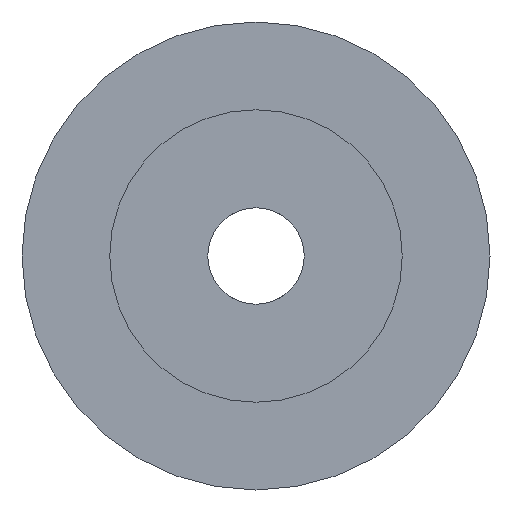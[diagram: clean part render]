
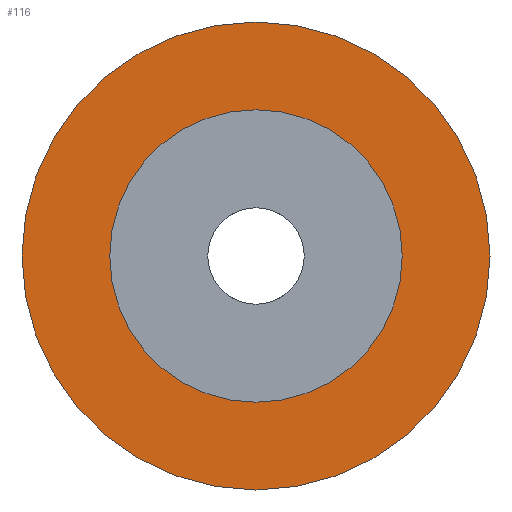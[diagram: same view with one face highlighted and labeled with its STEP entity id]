
A CAD part, front view. The second image highlights one B-rep face of the part: STEP entity #116.
In plain terms, the highlighted planar face has unit normal (0, -1, 0).
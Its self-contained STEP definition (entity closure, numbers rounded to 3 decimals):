
#15=FACE_BOUND('',#34,.T.);
#17=PLANE('',#140);
#26=FACE_OUTER_BOUND('',#33,.T.);
#33=EDGE_LOOP('',(#96));
#34=EDGE_LOOP('',(#97));
#50=CIRCLE('',#139,8.);
#51=CIRCLE('',#141,5.);
#60=VERTEX_POINT('',#382);
#61=VERTEX_POINT('',#386);
#72=EDGE_CURVE('',#60,#60,#50,.T.);
#74=EDGE_CURVE('',#61,#61,#51,.T.);
#96=ORIENTED_EDGE('',*,*,#72,.T.);
#97=ORIENTED_EDGE('',*,*,#74,.F.);
#116=ADVANCED_FACE('',(#26,#15),#17,.T.);
#139=AXIS2_PLACEMENT_3D('',#383,#160,#161);
#140=AXIS2_PLACEMENT_3D('',#385,#163,#164);
#141=AXIS2_PLACEMENT_3D('',#387,#165,#166);
#160=DIRECTION('center_axis',(0.,-1.,0.));
#161=DIRECTION('ref_axis',(1.,0.,0.));
#163=DIRECTION('center_axis',(0.,-1.,0.));
#164=DIRECTION('ref_axis',(0.,0.,-1.));
#165=DIRECTION('center_axis',(0.,-1.,0.));
#166=DIRECTION('ref_axis',(1.,0.,0.));
#382=CARTESIAN_POINT('',(-8.,6.,0.));
#383=CARTESIAN_POINT('Origin',(0.,6.,0.));
#385=CARTESIAN_POINT('Origin',(5.,6.,0.));
#386=CARTESIAN_POINT('',(5.,6.,0.));
#387=CARTESIAN_POINT('Origin',(0.,6.,0.));
